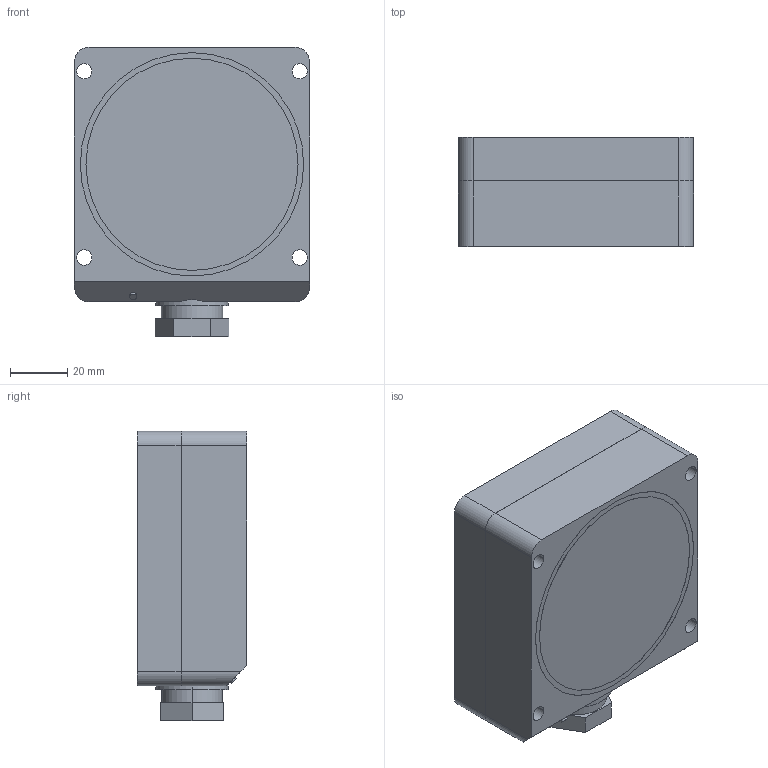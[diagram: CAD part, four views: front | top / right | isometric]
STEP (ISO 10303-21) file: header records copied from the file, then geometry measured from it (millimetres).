
FILE_DESCRIPTION(('starvars output'),'2;1');
FILE_NAME('cv20200406010233000009336.stp','01:02:33 2020/04/06',( 'Thomas Industrial Network Germany GmbH'),( 'Thomas Industrial Network Germany GmbH'),'unknown preprocess','ACIS' ,'unknown authorization');
FILE_SCHEMA(('AUTOMOTIVE_DESIGN_CC2 {UNKNOWN IMPLEMENTATION LEVEL}'));
Length unit declared in the file: millimetre
Products named in the file (1): PRODUCT_ID_1
Bounding box: 82.04 x 38.1 x 101.09 mm (x, y, z)
Volume: 276484.2 mm3; surface area: 30304.2 mm2
Topology: 1 solids, 1 shells, 49 faces, 124 edges, 82 vertices
Faces by surface type: cylinder 26, plane 23
Entity records: 1843 total; most frequent: ORIENTED_EDGE 248, CARTESIAN_POINT 226, DIRECTION 219, EDGE_CURVE 124, VERTEX_POINT 82, AXIS2_PLACEMENT_3D 75, VECTOR 69, LINE 69
